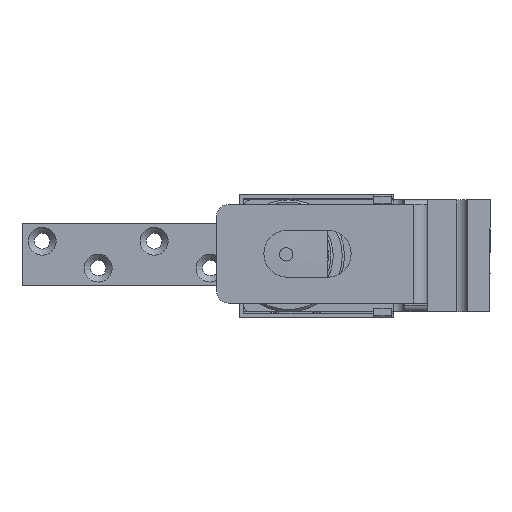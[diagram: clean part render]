
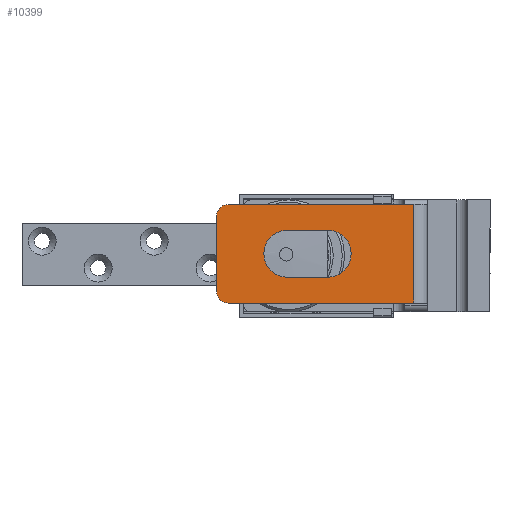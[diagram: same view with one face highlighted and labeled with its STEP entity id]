
A CAD part, top view. The second image highlights one B-rep face of the part: STEP entity #10399.
In plain terms, the highlighted face is planar.
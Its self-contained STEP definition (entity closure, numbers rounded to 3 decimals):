
#716=FACE_BOUND('',#2334,.T.);
#1153=CIRCLE('',#11739,10.5);
#1155=CIRCLE('',#11743,10.5);
#1159=CIRCLE('',#11751,5.);
#1161=CIRCLE('',#11755,5.);
#1692=FACE_OUTER_BOUND('',#2333,.T.);
#2333=EDGE_LOOP('',(#8358,#8359,#8360,#8361,#8362,#8363));
#2334=EDGE_LOOP('',(#8364,#8365,#8366,#8367));
#3017=LINE('',#18182,#3759);
#3021=LINE('',#18194,#3763);
#3033=LINE('',#18233,#3775);
#3036=LINE('',#18239,#3778);
#3037=LINE('',#18241,#3779);
#3038=LINE('',#18243,#3780);
#3759=VECTOR('',#14137,10.);
#3763=VECTOR('',#14149,10.);
#3775=VECTOR('',#14187,10.);
#3778=VECTOR('',#14192,10.);
#3779=VECTOR('',#14193,10.);
#3780=VECTOR('',#14194,10.);
#4663=VERTEX_POINT('',#18179);
#4664=VERTEX_POINT('',#18181);
#4666=VERTEX_POINT('',#18187);
#4668=VERTEX_POINT('',#18193);
#4678=VERTEX_POINT('',#18223);
#4679=VERTEX_POINT('',#18224);
#4682=VERTEX_POINT('',#18232);
#4684=VERTEX_POINT('',#18238);
#4685=VERTEX_POINT('',#18240);
#4686=VERTEX_POINT('',#18242);
#5967=EDGE_CURVE('',#4664,#4663,#3017,.T.);
#5970=EDGE_CURVE('',#4666,#4664,#1153,.T.);
#5973=EDGE_CURVE('',#4668,#4666,#3021,.T.);
#5976=EDGE_CURVE('',#4663,#4668,#1155,.T.);
#5988=EDGE_CURVE('',#4678,#4679,#1159,.T.);
#5992=EDGE_CURVE('',#4682,#4679,#3033,.T.);
#5995=EDGE_CURVE('',#4678,#4684,#3036,.T.);
#5996=EDGE_CURVE('',#4684,#4685,#3037,.T.);
#5997=EDGE_CURVE('',#4685,#4686,#3038,.T.);
#5998=EDGE_CURVE('',#4682,#4686,#1161,.T.);
#8358=ORIENTED_EDGE('',*,*,#5988,.F.);
#8359=ORIENTED_EDGE('',*,*,#5995,.T.);
#8360=ORIENTED_EDGE('',*,*,#5996,.T.);
#8361=ORIENTED_EDGE('',*,*,#5997,.T.);
#8362=ORIENTED_EDGE('',*,*,#5998,.F.);
#8363=ORIENTED_EDGE('',*,*,#5992,.T.);
#8364=ORIENTED_EDGE('',*,*,#5973,.T.);
#8365=ORIENTED_EDGE('',*,*,#5970,.T.);
#8366=ORIENTED_EDGE('',*,*,#5967,.T.);
#8367=ORIENTED_EDGE('',*,*,#5976,.T.);
#9915=PLANE('',#11754);
#10399=ADVANCED_FACE('',(#1692,#716),#9915,.T.);
#11739=AXIS2_PLACEMENT_3D('',#18188,#14143,#14144);
#11743=AXIS2_PLACEMENT_3D('',#18198,#14155,#14156);
#11751=AXIS2_PLACEMENT_3D('',#18225,#14179,#14180);
#11754=AXIS2_PLACEMENT_3D('',#18237,#14190,#14191);
#11755=AXIS2_PLACEMENT_3D('',#18244,#14195,#14196);
#14137=DIRECTION('',(-1.,0.,0.));
#14143=DIRECTION('center_axis',(0.,1.,0.));
#14144=DIRECTION('ref_axis',(0.,0.,-1.));
#14149=DIRECTION('',(1.,0.,0.));
#14155=DIRECTION('center_axis',(0.,1.,0.));
#14156=DIRECTION('ref_axis',(0.,0.,1.));
#14179=DIRECTION('center_axis',(0.,1.,0.));
#14180=DIRECTION('ref_axis',(-0.707,0.,-0.707));
#14187=DIRECTION('',(0.,0.,-1.));
#14190=DIRECTION('center_axis',(0.,-1.,0.));
#14191=DIRECTION('ref_axis',(0.,0.,-1.));
#14192=DIRECTION('',(1.,0.,0.));
#14193=DIRECTION('',(0.,0.,1.));
#14194=DIRECTION('',(-1.,0.,0.));
#14195=DIRECTION('center_axis',(0.,1.,0.));
#14196=DIRECTION('ref_axis',(-0.707,0.,0.707));
#18179=CARTESIAN_POINT('',(31.5,0.,-10.5));
#18181=CARTESIAN_POINT('',(49.5,0.,-10.5));
#18182=CARTESIAN_POINT('',(59.75,0.,-10.5));
#18187=CARTESIAN_POINT('',(49.5,0.,10.5));
#18188=CARTESIAN_POINT('Origin',(49.5,0.,0.));
#18193=CARTESIAN_POINT('',(31.5,0.,10.5));
#18194=CARTESIAN_POINT('',(68.75,0.,10.5));
#18198=CARTESIAN_POINT('Origin',(31.5,0.,0.));
#18223=CARTESIAN_POINT('',(5.,0.,-22.));
#18224=CARTESIAN_POINT('',(0.,0.,-17.));
#18225=CARTESIAN_POINT('Origin',(5.,0.,-17.));
#18232=CARTESIAN_POINT('',(0.,0.,17.));
#18233=CARTESIAN_POINT('',(0.,0.,0.));
#18237=CARTESIAN_POINT('Origin',(88.,0.,0.));
#18238=CARTESIAN_POINT('',(88.,0.,-22.));
#18239=CARTESIAN_POINT('',(0.,0.,-22.));
#18240=CARTESIAN_POINT('',(88.,0.,22.));
#18241=CARTESIAN_POINT('',(88.,0.,0.));
#18242=CARTESIAN_POINT('',(5.,0.,22.));
#18243=CARTESIAN_POINT('',(0.,0.,22.));
#18244=CARTESIAN_POINT('Origin',(5.,0.,17.));
